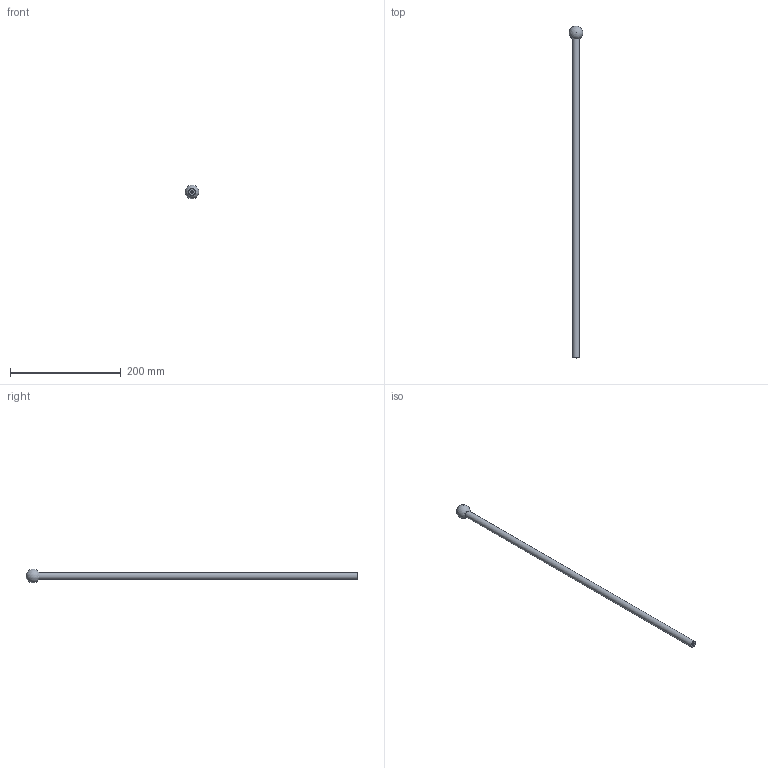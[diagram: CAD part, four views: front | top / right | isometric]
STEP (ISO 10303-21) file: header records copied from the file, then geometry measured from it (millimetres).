
FILE_DESCRIPTION (( 'STEP AP203' ), '1' );
FILE_NAME ('1305-IT.STEP', '2022-04-13T14:49:43', ( '' ), ( '' ), 'SwSTEP 2.0', 'SolidWorks 2018', '' );
FILE_SCHEMA (( 'CONFIG_CONTROL_DESIGN' ));
Length unit declared in the file: millimetre
Products named in the file (1): 1305-IT
Bounding box: 24.78 x 599.89 x 25 mm (x, y, z)
Volume: 73297.1 mm3; surface area: 23697.7 mm2
Topology: 1 solids, 1 shells, 229 faces, 624 edges, 416 vertices
Faces by surface type: plane 128, bspline 99, sphere 1, cylinder 1
Full cylindrical faces by diameter (mm): 12 x1
Entity records: 11743 total; most frequent: CARTESIAN_POINT 6571, ORIENTED_EDGE 1240, DIRECTION 686, EDGE_CURVE 620, LINE 420, VECTOR 420, VERTEX_POINT 414, EDGE_LOOP 250
